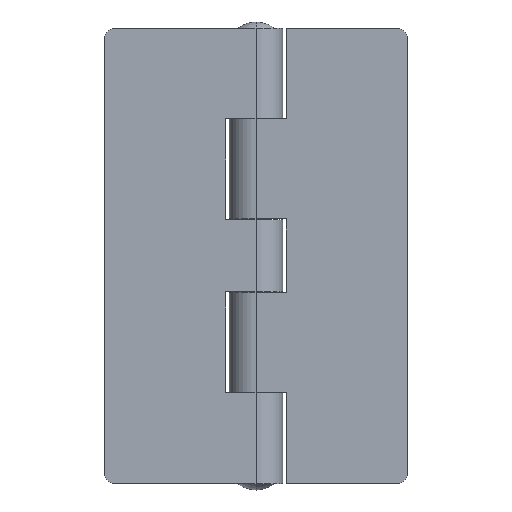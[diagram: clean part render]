
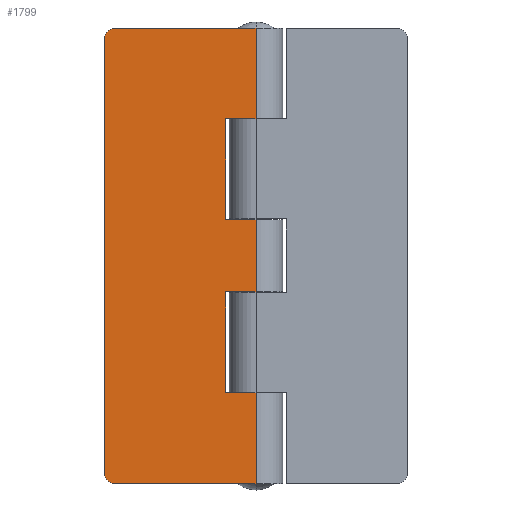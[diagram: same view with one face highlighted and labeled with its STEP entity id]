
A CAD part, front view. The second image highlights one B-rep face of the part: STEP entity #1799.
In plain terms, the highlighted planar face has unit normal (0, -1, 0).
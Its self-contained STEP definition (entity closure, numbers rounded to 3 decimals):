
#8 = EDGE_CURVE ( 'NONE', #2033, #1337, #1239, .T. ) ;
#96 = VERTEX_POINT ( 'NONE', #577 ) ;
#129 = ORIENTED_EDGE ( 'NONE', *, *, #432, .F. ) ;
#143 = VERTEX_POINT ( 'NONE', #1131 ) ;
#174 = CARTESIAN_POINT ( 'NONE',  ( -5., -4.4, 6. ) ) ;
#190 = VECTOR ( 'NONE', #787, 1000. ) ;
#210 = VERTEX_POINT ( 'NONE', #1281 ) ;
#246 = CARTESIAN_POINT ( 'NONE',  ( -5., -4.4, -5.9 ) ) ;
#289 = EDGE_CURVE ( 'NONE', #534, #869, #2039, .T. ) ;
#292 = ORIENTED_EDGE ( 'NONE', *, *, #289, .F. ) ;
#295 = VECTOR ( 'NONE', #1968, 1000. ) ;
#307 = CARTESIAN_POINT ( 'NONE',  ( -23., -4.4, 35.5 ) ) ;
#313 = ORIENTED_EDGE ( 'NONE', *, *, #352, .T. ) ;
#314 = DIRECTION ( 'NONE',  ( -1., 0., 0. ) ) ;
#352 = EDGE_CURVE ( 'NONE', #1582, #2118, #1703, .T. ) ;
#354 = DIRECTION ( 'NONE',  ( 0., 1., 0. ) ) ;
#357 = LINE ( 'NONE', #1063, #955 ) ;
#377 = CARTESIAN_POINT ( 'NONE',  ( -23., -4.4, -35.5 ) ) ;
#388 = VERTEX_POINT ( 'NONE', #1382 ) ;
#432 = EDGE_CURVE ( 'NONE', #2033, #210, #1024, .T. ) ;
#445 = EDGE_CURVE ( 'NONE', #1680, #869, #1772, .T. ) ;
#507 = DIRECTION ( 'NONE',  ( -1., 0., 0. ) ) ;
#513 = ORIENTED_EDGE ( 'NONE', *, *, #1540, .F. ) ;
#531 = CIRCLE ( 'NONE', #1180, 2. ) ;
#534 = VERTEX_POINT ( 'NONE', #1752 ) ;
#566 = LINE ( 'NONE', #1657, #1146 ) ;
#573 = ORIENTED_EDGE ( 'NONE', *, *, #1667, .T. ) ;
#577 = CARTESIAN_POINT ( 'NONE',  ( -25., -4.4, -35.5 ) ) ;
#654 = ORIENTED_EDGE ( 'NONE', *, *, #2256, .T. ) ;
#678 = CARTESIAN_POINT ( 'NONE',  ( -23., -4.4, -37.5 ) ) ;
#696 = FACE_OUTER_BOUND ( 'NONE', #1018, .T. ) ;
#709 = EDGE_CURVE ( 'NONE', #143, #96, #2231, .T. ) ;
#710 = DIRECTION ( 'NONE',  ( 0., -1., 0. ) ) ;
#711 = ORIENTED_EDGE ( 'NONE', *, *, #8, .T. ) ;
#787 = DIRECTION ( 'NONE',  ( 1., 0., 0. ) ) ;
#792 = ORIENTED_EDGE ( 'NONE', *, *, #1442, .F. ) ;
#797 = CARTESIAN_POINT ( 'NONE',  ( 0., -4.4, 37.5 ) ) ;
#812 = DIRECTION ( 'NONE',  ( 1., 0., 0. ) ) ;
#832 = CARTESIAN_POINT ( 'NONE',  ( -5., -4.4, 22.6 ) ) ;
#858 = PLANE ( 'NONE',  #1936 ) ;
#863 = DIRECTION ( 'NONE',  ( 1., 0., 0. ) ) ;
#868 = CARTESIAN_POINT ( 'NONE',  ( 0., -4.4, 22.6 ) ) ;
#869 = VERTEX_POINT ( 'NONE', #1954 ) ;
#914 = VECTOR ( 'NONE', #1000, 1000. ) ;
#941 = LINE ( 'NONE', #2215, #1976 ) ;
#955 = VECTOR ( 'NONE', #1424, 1000. ) ;
#959 = DIRECTION ( 'NONE',  ( -1., 0., 0. ) ) ;
#967 = CARTESIAN_POINT ( 'NONE',  ( 0., -4.4, 37.5 ) ) ;
#1000 = DIRECTION ( 'NONE',  ( 0., 0., -1. ) ) ;
#1007 = LINE ( 'NONE', #2272, #190 ) ;
#1018 = EDGE_LOOP ( 'NONE', ( #513, #573, #1080, #1121, #1068, #292, #654, #1990, #1176, #129, #711, #1498, #313, #792 ) ) ;
#1024 = LINE ( 'NONE', #1550, #2009 ) ;
#1040 = CARTESIAN_POINT ( 'NONE',  ( 0., -4.4, -22.5 ) ) ;
#1056 = DIRECTION ( 'NONE',  ( 1., 0., 0. ) ) ;
#1063 = CARTESIAN_POINT ( 'NONE',  ( -5., -4.4, 37.5 ) ) ;
#1068 = ORIENTED_EDGE ( 'NONE', *, *, #445, .T. ) ;
#1069 = CARTESIAN_POINT ( 'NONE',  ( 0., -4.4, 37.5 ) ) ;
#1080 = ORIENTED_EDGE ( 'NONE', *, *, #709, .T. ) ;
#1088 = LINE ( 'NONE', #1584, #1972 ) ;
#1121 = ORIENTED_EDGE ( 'NONE', *, *, #1998, .T. ) ;
#1131 = CARTESIAN_POINT ( 'NONE',  ( -25., -4.4, 35.5 ) ) ;
#1136 = CARTESIAN_POINT ( 'NONE',  ( -25., -4.4, 37.5 ) ) ;
#1140 = DIRECTION ( 'NONE',  ( 0., 0., -1. ) ) ;
#1146 = VECTOR ( 'NONE', #1308, 1000. ) ;
#1176 = ORIENTED_EDGE ( 'NONE', *, *, #1241, .T. ) ;
#1180 = AXIS2_PLACEMENT_3D ( 'NONE', #307, #710, #507 ) ;
#1188 = VERTEX_POINT ( 'NONE', #2064 ) ;
#1239 = LINE ( 'NONE', #1933, #295 ) ;
#1241 = EDGE_CURVE ( 'NONE', #1620, #210, #1088, .T. ) ;
#1281 = CARTESIAN_POINT ( 'NONE',  ( 0., -4.4, -5.9 ) ) ;
#1288 = DIRECTION ( 'NONE',  ( 0., -1., 0. ) ) ;
#1308 = DIRECTION ( 'NONE',  ( 0., 0., 1. ) ) ;
#1337 = VERTEX_POINT ( 'NONE', #174 ) ;
#1348 = EDGE_CURVE ( 'NONE', #1337, #1582, #357, .T. ) ;
#1368 = VECTOR ( 'NONE', #1056, 1000. ) ;
#1382 = CARTESIAN_POINT ( 'NONE',  ( -23., -4.4, 37.5 ) ) ;
#1415 = VECTOR ( 'NONE', #314, 1000. ) ;
#1420 = DIRECTION ( 'NONE',  ( -1., 0., 0. ) ) ;
#1424 = DIRECTION ( 'NONE',  ( 0., 0., 1. ) ) ;
#1442 = EDGE_CURVE ( 'NONE', #2167, #2118, #941, .T. ) ;
#1498 = ORIENTED_EDGE ( 'NONE', *, *, #1348, .T. ) ;
#1531 = CARTESIAN_POINT ( 'NONE',  ( 0., -4.4, 22.6 ) ) ;
#1540 = EDGE_CURVE ( 'NONE', #388, #2167, #1007, .T. ) ;
#1550 = CARTESIAN_POINT ( 'NONE',  ( 0., -4.4, 37.5 ) ) ;
#1582 = VERTEX_POINT ( 'NONE', #832 ) ;
#1584 = CARTESIAN_POINT ( 'NONE',  ( 0., -4.4, -5.9 ) ) ;
#1620 = VERTEX_POINT ( 'NONE', #246 ) ;
#1657 = CARTESIAN_POINT ( 'NONE',  ( -5., -4.4, 37.5 ) ) ;
#1667 = EDGE_CURVE ( 'NONE', #388, #143, #531, .T. ) ;
#1680 = VERTEX_POINT ( 'NONE', #678 ) ;
#1703 = LINE ( 'NONE', #1531, #1930 ) ;
#1736 = CARTESIAN_POINT ( 'NONE',  ( 0., -4.4, -37.5 ) ) ;
#1752 = CARTESIAN_POINT ( 'NONE',  ( 0., -4.4, -22.5 ) ) ;
#1772 = LINE ( 'NONE', #1736, #1368 ) ;
#1785 = LINE ( 'NONE', #1040, #1415 ) ;
#1799 = ADVANCED_FACE ( 'NONE', ( #696 ), #858, .F. ) ;
#1868 = DIRECTION ( 'NONE',  ( 0., 0., -1. ) ) ;
#1930 = VECTOR ( 'NONE', #812, 1000. ) ;
#1933 = CARTESIAN_POINT ( 'NONE',  ( 0., -4.4, 6. ) ) ;
#1936 = AXIS2_PLACEMENT_3D ( 'NONE', #1069, #354, #1420 ) ;
#1950 = EDGE_CURVE ( 'NONE', #1188, #1620, #566, .T. ) ;
#1954 = CARTESIAN_POINT ( 'NONE',  ( 0., -4.4, -37.5 ) ) ;
#1968 = DIRECTION ( 'NONE',  ( -1., 0., 0. ) ) ;
#1972 = VECTOR ( 'NONE', #863, 1000. ) ;
#1976 = VECTOR ( 'NONE', #1868, 1000. ) ;
#1990 = ORIENTED_EDGE ( 'NONE', *, *, #1950, .T. ) ;
#1993 = CARTESIAN_POINT ( 'NONE',  ( 0., -4.4, 6. ) ) ;
#1998 = EDGE_CURVE ( 'NONE', #96, #1680, #2087, .T. ) ;
#2009 = VECTOR ( 'NONE', #2105, 1000. ) ;
#2033 = VERTEX_POINT ( 'NONE', #1993 ) ;
#2039 = LINE ( 'NONE', #967, #2260 ) ;
#2064 = CARTESIAN_POINT ( 'NONE',  ( -5., -4.4, -22.5 ) ) ;
#2087 = CIRCLE ( 'NONE', #2234, 2. ) ;
#2105 = DIRECTION ( 'NONE',  ( 0., 0., -1. ) ) ;
#2118 = VERTEX_POINT ( 'NONE', #868 ) ;
#2167 = VERTEX_POINT ( 'NONE', #797 ) ;
#2215 = CARTESIAN_POINT ( 'NONE',  ( 0., -4.4, 37.5 ) ) ;
#2231 = LINE ( 'NONE', #1136, #914 ) ;
#2234 = AXIS2_PLACEMENT_3D ( 'NONE', #377, #1288, #959 ) ;
#2256 = EDGE_CURVE ( 'NONE', #534, #1188, #1785, .T. ) ;
#2260 = VECTOR ( 'NONE', #1140, 1000. ) ;
#2272 = CARTESIAN_POINT ( 'NONE',  ( 0., -4.4, 37.5 ) ) ;
